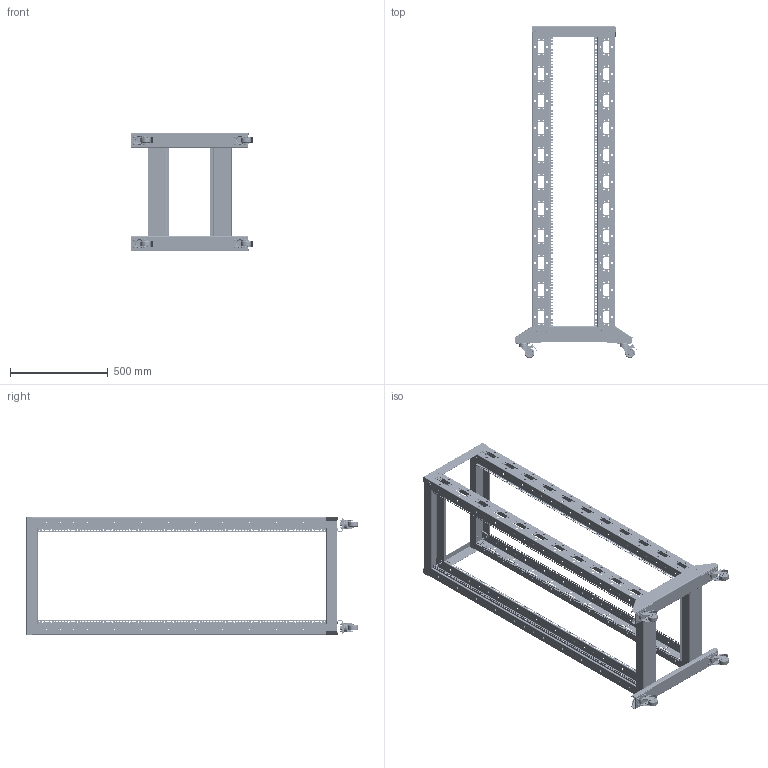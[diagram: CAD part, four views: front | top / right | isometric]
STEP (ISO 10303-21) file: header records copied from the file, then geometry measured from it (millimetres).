
FILE_DESCRIPTION (( 'STEP AP203' ), '1' );
FILE_NAME ('ÊÈÂÀ 193.10.00 ÑÁ ITK LINEA F Ñòîéêà äâóõðàìíàÿ 600õ600_33U.STEP', '2021-12-06T13:34:32', ( '' ), ( '' ), 'SwSTEP 2.0', 'SolidWorks 2017', '' );
FILE_SCHEMA (( 'CONFIG_CONTROL_DESIGN' ));
Length unit declared in the file: millimetre
Products named in the file (22): Stud_gost_PreviewCfg; 妈眚 镱蜞轫铋 󊬲0; ﾐ鸙韭; 岓臍 193.11.01 侹蜬; ÊÈÂÀ 193.02.00 ÑÁ Ïåðåìû÷êà; ÊÈÂÀ 193.01.00 ÑÁ Ïðîôèëü ìîíòàæíûé_33u; ﾊﾈﾂﾀ 193.12.01 ﾐ裔; ÊÈÂÀ 193.01.01 Ïðîôèëü ìîíòàæíûé_33u; 砑霘馯罻 豂錒罻; Øïèëüêà äëÿ êîíäåíñàòîðíîé ñâàðêè_Œ6å16; 岓臍 193.11.00 捘 侹蜬; ÊÈÂÀ 193.02.01 Ïåðåìû÷êà; 昜譇瘔 豂錒罻; Hex Nut 5915_gost_ƒ ©ª  M12 ƒŽ‘’ 5915-70; Ãàéêà ôëàíöåâàÿ DIN 6923_Œ6; Ðåçüáîâàÿ çàêëåïêà ïîòàé_Œ6; ÊÈÂÀ 193.12.00 ÑÁ Ðåáðî (íå íóæíî); Âèíò ìåáåëüíûé Din 603 8x25 îö_Œ6å20; ïëàíêà ñòîïîðà; ÊÈÂÀ 193.10.00 ÑÁ ITK LINEA F Ñòîéêà äâóõðàìíàÿ 600õ600_33U; 岓臍 193.11.02 砑僗鴀; 膰錼勷
Assembly tree (125 placements, depth 3):
  ÊÈÂÀ 193.10.00 ÑÁ ITK LINEA F Ñòîéêà äâóõðàìíàÿ 600õ600_33U
    岓臍 193.11.00 捘 侹蜬  x2
      岓臍 193.11.01 侹蜬
      岓臍 193.11.02 砑僗鴀
      Hex Nut 5915_gost_ƒ ©ª  M12 ƒŽ‘’ 5915-70
    ÊÈÂÀ 193.12.00 ÑÁ Ðåáðî (íå íóæíî)  x2
      ﾊﾈﾂﾀ 193.12.01 ﾐ裔
    ÊÈÂÀ 193.01.00 ÑÁ Ïðîôèëü ìîíòàæíûé_33u  x4
      ÊÈÂÀ 193.01.01 Ïðîôèëü ìîíòàæíûé_33u
      Ðåçüáîâàÿ çàêëåïêà ïîòàé_Œ6
      Øïèëüêà äëÿ êîíäåíñàòîðíîé ñâàðêè_Œ6å16
    ÊÈÂÀ 193.02.00 ÑÁ Ïåðåìû÷êà  x4
      ÊÈÂÀ 193.02.01 Ïåðåìû÷êà
      Øïèëüêà äëÿ êîíäåíñàòîðíîé ñâàðêè_Œ6å16
    妈眚 镱蜞轫铋 󊬲0  x48
    ﾐ鸙韭  x4
      膰錼勷
      昜譇瘔 豂錒罻
      ïëàíêà ñòîïîðà
      砑霘馯罻 豂錒罻
      Stud_gost_PreviewCfg
    Âèíò ìåáåëüíûé Din 603 8x25 îö_Œ6å20  x16
    Ãàéêà ôëàíöåâàÿ DIN 6923_Œ6  x16
Bounding box: 627.6 x 1693.3 x 604 mm (x, y, z)
Volume: 3671735.5 mm3; surface area: 4715703.7 mm2
Topology: 192 solids, 192 shells, 9740 faces, 26468 edges, 17264 vertices
Faces by surface type: plane 6048, cylinder 2840, cone 648, bspline 108, torus 64, sphere 32
Entity records: 70390 total; most frequent: CARTESIAN_POINT 11758, ORIENTED_EDGE 11052, DIRECTION 10828, EDGE_CURVE 5526, LINE 4238, VECTOR 4238, VERTEX_POINT 3625, AXIS2_PLACEMENT_3D 3295
